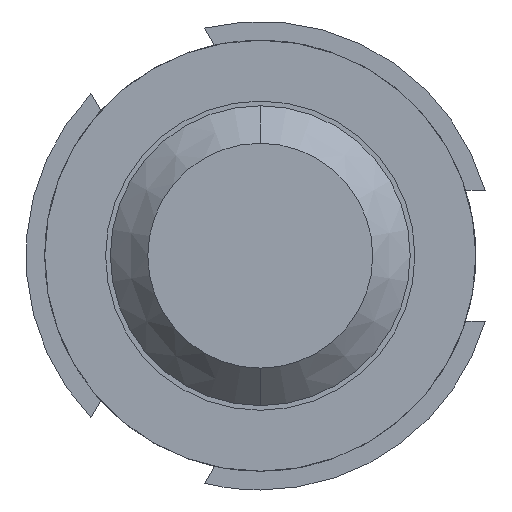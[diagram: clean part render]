
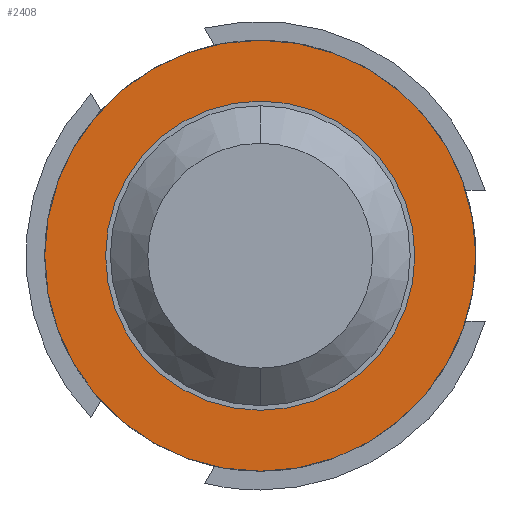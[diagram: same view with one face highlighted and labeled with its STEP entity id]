
A CAD part, front view. The second image highlights one B-rep face of the part: STEP entity #2408.
In plain terms, the highlighted planar face has unit normal (0, -1, 0).
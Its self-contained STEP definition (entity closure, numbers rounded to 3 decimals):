
#470 = CIRCLE ( 'NONE', #4104, 0.825 ) ;
#504 = DIRECTION ( 'NONE',  ( 0., 0., 1. ) ) ;
#522 = CARTESIAN_POINT ( 'NONE',  ( 0., -1.5, 1.15 ) ) ;
#533 = DIRECTION ( 'NONE',  ( 0., 1., 0. ) ) ;
#639 = VERTEX_POINT ( 'NONE', #522 ) ;
#658 = VERTEX_POINT ( 'NONE', #822 ) ;
#822 = CARTESIAN_POINT ( 'NONE',  ( 0., -1.5, -0.825 ) ) ;
#871 = CARTESIAN_POINT ( 'NONE',  ( 0., -1.5, 0. ) ) ;
#962 = DIRECTION ( 'NONE',  ( 0., 1., 0. ) ) ;
#1333 = DIRECTION ( 'NONE',  ( 0., 0., 1. ) ) ;
#1402 = ORIENTED_EDGE ( 'NONE', *, *, #1858, .T. ) ;
#1409 = CARTESIAN_POINT ( 'NONE',  ( 0., -1.5, 0. ) ) ;
#1438 = DIRECTION ( 'NONE',  ( 0., 1., 0. ) ) ;
#1454 = AXIS2_PLACEMENT_3D ( 'NONE', #1728, #1761, #3551 ) ;
#1494 = CARTESIAN_POINT ( 'NONE',  ( 0., -1.5, -1.15 ) ) ;
#1521 = CIRCLE ( 'NONE', #1571, 1.15 ) ;
#1553 = EDGE_LOOP ( 'NONE', ( #3645, #2118 ) ) ;
#1571 = AXIS2_PLACEMENT_3D ( 'NONE', #1409, #1438, #3583 ) ;
#1703 = AXIS2_PLACEMENT_3D ( 'NONE', #871, #533, #504 ) ;
#1728 = CARTESIAN_POINT ( 'NONE',  ( 0.825, -1.5, 0. ) ) ;
#1761 = DIRECTION ( 'NONE',  ( 0., 1., 0. ) ) ;
#1765 = CARTESIAN_POINT ( 'NONE',  ( 0., -1.5, 0.825 ) ) ;
#1844 = FACE_OUTER_BOUND ( 'NONE', #1553, .T. ) ;
#1858 = EDGE_CURVE ( 'Defeature ausgef�hrt4_46+Defeature ausgef�hrt4_45+Defeature ausgef�hrt4_45+Defeature ausgef�hrt4_45', #1871, #658, #2881, .T. ) ;
#1871 = VERTEX_POINT ( 'NONE', #1765 ) ;
#2118 = ORIENTED_EDGE ( 'NONE', *, *, #4393, .F. ) ;
#2125 = EDGE_CURVE ( 'Defeature ausgef�hrt4_42+Defeature ausgef�hrt4_46+Defeature ausgef�hrt4_46+Defeature ausgef�hrt4_46', #639, #3736, #2177, .T. ) ;
#2177 = CIRCLE ( 'NONE', #1703, 1.15 ) ;
#2399 = CARTESIAN_POINT ( 'NONE',  ( 0., -1.5, 0. ) ) ;
#2408 = ADVANCED_FACE ( 'Defeature ausgef�hrt4_46', ( #1844, #4472 ), #3535, .F. ) ;
#2448 = AXIS2_PLACEMENT_3D ( 'NONE', #2825, #2809, #3178 ) ;
#2612 = EDGE_LOOP ( 'NONE', ( #1402, #2934 ) ) ;
#2809 = DIRECTION ( 'NONE',  ( 0., 1., 0. ) ) ;
#2825 = CARTESIAN_POINT ( 'NONE',  ( 0., -1.5, 0. ) ) ;
#2881 = CIRCLE ( 'NONE', #2448, 0.825 ) ;
#2934 = ORIENTED_EDGE ( 'NONE', *, *, #3124, .T. ) ;
#3124 = EDGE_CURVE ( 'Defeature ausgef�hrt4_46+Defeature ausgef�hrt4_45+Defeature ausgef�hrt4_45+Defeature ausgef�hrt4_45', #658, #1871, #470, .T. ) ;
#3178 = DIRECTION ( 'NONE',  ( 0., 0., 1. ) ) ;
#3535 = PLANE ( 'NONE',  #1454 ) ;
#3551 = DIRECTION ( 'NONE',  ( 0., 0., 1. ) ) ;
#3583 = DIRECTION ( 'NONE',  ( 0., 0., 1. ) ) ;
#3645 = ORIENTED_EDGE ( 'NONE', *, *, #2125, .F. ) ;
#3736 = VERTEX_POINT ( 'NONE', #1494 ) ;
#4104 = AXIS2_PLACEMENT_3D ( 'NONE', #2399, #962, #1333 ) ;
#4393 = EDGE_CURVE ( 'Defeature ausgef�hrt4_42+Defeature ausgef�hrt4_46+Defeature ausgef�hrt4_46+Defeature ausgef�hrt4_46', #3736, #639, #1521, .T. ) ;
#4472 = FACE_BOUND ( 'NONE', #2612, .T. ) ;
